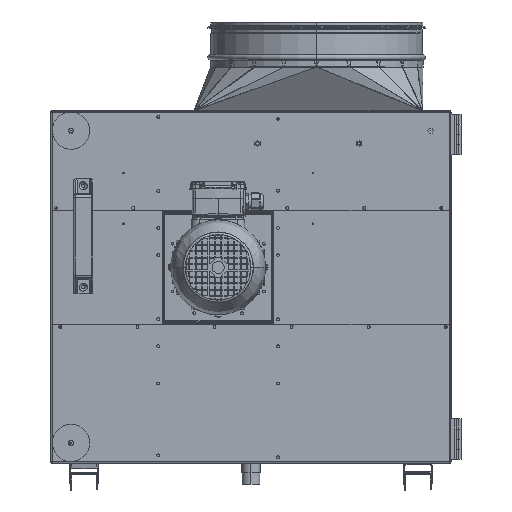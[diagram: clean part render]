
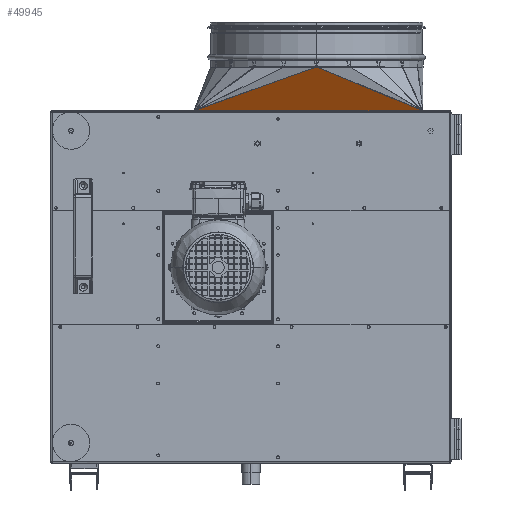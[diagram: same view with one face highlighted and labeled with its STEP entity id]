
A CAD part, top view. The second image highlights one B-rep face of the part: STEP entity #49945.
In plain terms, the highlighted planar face has unit normal (0, -0.547, 0.837).
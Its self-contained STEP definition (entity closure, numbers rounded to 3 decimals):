
#1377 = DIRECTION ( 'NONE',  ( 0.896, -0.371, -0.242 ) ) ;
#10556 = CARTESIAN_POINT ( 'NONE',  ( 253.235, 260.742, 270.388 ) ) ;
#11114 = LINE ( 'NONE', #25247, #59543 ) ;
#17572 = CARTESIAN_POINT ( 'NONE',  ( 97.369, 253.467, 265.639 ) ) ;
#17693 = CARTESIAN_POINT ( 'NONE',  ( -83.213, 260.689, 270.354 ) ) ;
#25144 = VERTEX_POINT ( 'NONE', #29644 ) ;
#25247 = CARTESIAN_POINT ( 'NONE',  ( 97.369, 325.301, 312.532 ) ) ;
#26015 = CARTESIAN_POINT ( 'NONE',  ( 253.147, 260.301, 270.1 ) ) ;
#26680 = FACE_OUTER_BOUND ( 'NONE', #89857, .T. ) ;
#27707 = DIRECTION ( 'NONE',  ( -1., 0., 0. ) ) ;
#28528 = VECTOR ( 'NONE', #1377, 1000. ) ;
#29111 = CARTESIAN_POINT ( 'NONE',  ( 98.576, 324.801, 312.206 ) ) ;
#29223 = CARTESIAN_POINT ( 'NONE',  ( 97.369, 325.301, 312.532 ) ) ;
#29644 = CARTESIAN_POINT ( 'NONE',  ( 95.971, 324.801, 312.206 ) ) ;
#30374 = CARTESIAN_POINT ( 'NONE',  ( -83.146, 260.434, 270.187 ) ) ;
#31383 = LINE ( 'NONE', #29223, #28528 ) ;
#31965 = ORIENTED_EDGE ( 'NONE', *, *, #43449, .F. ) ;
#32471 = VERTEX_POINT ( 'NONE', #58222 ) ;
#33578 = CARTESIAN_POINT ( 'NONE',  ( 97.369, 324.801, 312.206 ) ) ;
#34380 = DIRECTION ( 'NONE',  ( -0.92, -0.329, -0.215 ) ) ;
#39941 = CARTESIAN_POINT ( 'NONE',  ( -83.213, 260.689, 270.354 ) ) ;
#43449 = EDGE_CURVE ( 'NONE', #49360, #32471, #71501, .T. ) ;
#45021 = PLANE ( 'NONE',  #83790 ) ;
#46498 =( BOUNDED_CURVE ( )  B_SPLINE_CURVE ( 3, ( #53081, #116949, #80646, #26015 ),
 .UNSPECIFIED., .F., .F. ) 
 B_SPLINE_CURVE_WITH_KNOTS ( ( 4, 4 ),
 ( 1.178, 1.571 ),
 .UNSPECIFIED. ) 
 CURVE ( )  GEOMETRIC_REPRESENTATION_ITEM ( )  RATIONAL_B_SPLINE_CURVE ( ( 1., 0.987, 0.987, 1. ) ) 
 REPRESENTATION_ITEM ( '' )  );
#47216 = VECTOR ( 'NONE', #27707, 1000. ) ;
#49360 = VERTEX_POINT ( 'NONE', #118190 ) ;
#49945 = ADVANCED_FACE ( 'NONE', ( #26680 ), #45021, .T. ) ;
#51908 = DIRECTION ( 'NONE',  ( -1., 0., 0. ) ) ;
#53081 = CARTESIAN_POINT ( 'NONE',  ( 253.235, 260.742, 270.388 ) ) ;
#54190 = DIRECTION ( 'NONE',  ( 0., -0.547, 0.837 ) ) ;
#56651 = ORIENTED_EDGE ( 'NONE', *, *, #115861, .T. ) ;
#58222 = CARTESIAN_POINT ( 'NONE',  ( -83.146, 260.301, 270.1 ) ) ;
#59543 = VECTOR ( 'NONE', #34380, 1000. ) ;
#61210 = ORIENTED_EDGE ( 'NONE', *, *, #98078, .F. ) ;
#61336 = ORIENTED_EDGE ( 'NONE', *, *, #106540, .F. ) ;
#62070 = ORIENTED_EDGE ( 'NONE', *, *, #91229, .F. ) ;
#62385 = VERTEX_POINT ( 'NONE', #17693 ) ;
#65123 = ORIENTED_EDGE ( 'NONE', *, *, #86548, .T. ) ;
#66981 = LINE ( 'NONE', #33578, #112684 ) ;
#67026 =( BOUNDED_CURVE ( )  B_SPLINE_CURVE ( 3, ( #76242, #30374, #94584, #39941 ),
 .UNSPECIFIED., .F., .F. ) 
 B_SPLINE_CURVE_WITH_KNOTS ( ( 4, 4 ),
 ( 4.712, 5.056 ),
 .UNSPECIFIED. ) 
 CURVE ( )  GEOMETRIC_REPRESENTATION_ITEM ( )  RATIONAL_B_SPLINE_CURVE ( ( 1., 0.99, 0.99, 1. ) ) 
 REPRESENTATION_ITEM ( '' )  );
#71501 = LINE ( 'NONE', #109085, #47216 ) ;
#76242 = CARTESIAN_POINT ( 'NONE',  ( -83.146, 260.301, 270.1 ) ) ;
#80646 = CARTESIAN_POINT ( 'NONE',  ( 253.147, 260.453, 270.199 ) ) ;
#83790 = AXIS2_PLACEMENT_3D ( 'NONE', #17572, #54190, #118044 ) ;
#86548 = EDGE_CURVE ( 'NONE', #97180, #25144, #66981, .T. ) ;
#89857 = EDGE_LOOP ( 'NONE', ( #61336, #31965, #62070, #61210, #65123, #56651 ) ) ;
#91229 = EDGE_CURVE ( 'NONE', #108044, #49360, #46498, .T. ) ;
#94584 = CARTESIAN_POINT ( 'NONE',  ( -83.168, 260.564, 270.272 ) ) ;
#97180 = VERTEX_POINT ( 'NONE', #29111 ) ;
#98078 = EDGE_CURVE ( 'NONE', #97180, #108044, #31383, .T. ) ;
#106540 = EDGE_CURVE ( 'NONE', #32471, #62385, #67026, .T. ) ;
#108044 = VERTEX_POINT ( 'NONE', #10556 ) ;
#109085 = CARTESIAN_POINT ( 'NONE',  ( 254.301, 260.301, 270.1 ) ) ;
#112684 = VECTOR ( 'NONE', #51908, 1000. ) ;
#115861 = EDGE_CURVE ( 'NONE', #25144, #62385, #11114, .T. ) ;
#116949 = CARTESIAN_POINT ( 'NONE',  ( 253.177, 260.602, 270.297 ) ) ;
#118044 = DIRECTION ( 'NONE',  ( 0., 0.837, 0.547 ) ) ;
#118190 = CARTESIAN_POINT ( 'NONE',  ( 253.147, 260.301, 270.1 ) ) ;
